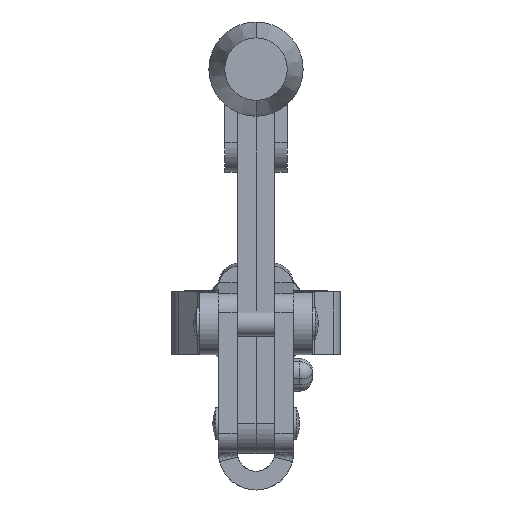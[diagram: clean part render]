
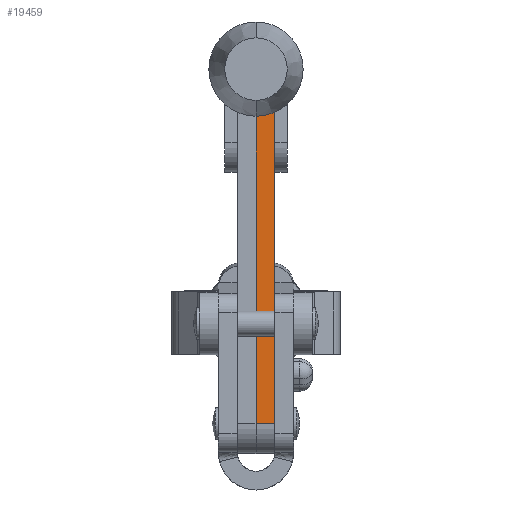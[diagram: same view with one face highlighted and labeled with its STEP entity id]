
A CAD part, front view. The second image highlights one B-rep face of the part: STEP entity #19459.
In plain terms, the highlighted planar face has unit normal (0, -1, 0).
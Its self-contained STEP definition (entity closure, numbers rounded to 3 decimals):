
#3362 = CARTESIAN_POINT ( 'NONE',  ( 53.7, -9.6, 0. ) ) ;
#3363 = CARTESIAN_POINT ( 'NONE',  ( 0., -9.6, 0. ) ) ;
#4134 = LINE ( 'NONE', #6609, #4138 ) ;
#4138 = VECTOR ( 'NONE', #6607, 1000. ) ;
#4244 = LINE ( 'NONE', #7486, #4258 ) ;
#4258 = VECTOR ( 'NONE', #7491, 1000. ) ;
#4303 = LINE ( 'NONE', #8307, #4306 ) ;
#4306 = VECTOR ( 'NONE', #8308, 1000. ) ;
#4307 = LINE ( 'NONE', #8311, #4310 ) ;
#4310 = VECTOR ( 'NONE', #8312, 1000. ) ;
#4673 = FACE_OUTER_BOUND ( 'NONE', #19633, .T. ) ;
#6092 = AXIS2_PLACEMENT_3D ( 'NONE', #10073, #10082, #10083 ) ;
#6607 = DIRECTION ( 'NONE',  ( 1., 0., 0. ) ) ;
#6609 = CARTESIAN_POINT ( 'NONE',  ( 0., -9.6, 0. ) ) ;
#7486 = CARTESIAN_POINT ( 'NONE',  ( 0., -9.6, 3. ) ) ;
#7491 = DIRECTION ( 'NONE',  ( 1., 0., 0. ) ) ;
#8307 = CARTESIAN_POINT ( 'NONE',  ( 0., -9.6, 3. ) ) ;
#8308 = DIRECTION ( 'NONE',  ( 0., 0., -1. ) ) ;
#8311 = CARTESIAN_POINT ( 'NONE',  ( 53.7, -9.6, 3. ) ) ;
#8312 = DIRECTION ( 'NONE',  ( 0., 0., -1. ) ) ;
#10073 = CARTESIAN_POINT ( 'NONE',  ( 0., -9.6, 3. ) ) ;
#10080 = PLANE ( 'NONE',  #6092 ) ;
#10082 = DIRECTION ( 'NONE',  ( 0., 1., 0. ) ) ;
#10083 = DIRECTION ( 'NONE',  ( 0., 0., 1. ) ) ;
#11274 = CARTESIAN_POINT ( 'NONE',  ( 53.7, -9.6, 3. ) ) ;
#11304 = CARTESIAN_POINT ( 'NONE',  ( 0., -9.6, 3. ) ) ;
#15313 = VERTEX_POINT ( 'NONE', #3362 ) ;
#15315 = VERTEX_POINT ( 'NONE', #3363 ) ;
#17264 = EDGE_CURVE ( 'NONE', #15315, #15313, #4134, .T. ) ;
#17378 = EDGE_CURVE ( 'NONE', #19891, #19861, #4244, .T. ) ;
#17436 = EDGE_CURVE ( 'NONE', #19891, #15315, #4303, .T. ) ;
#17438 = EDGE_CURVE ( 'NONE', #19861, #15313, #4307, .T. ) ;
#18031 = ORIENTED_EDGE ( 'NONE', *, *, #17264, .T. ) ;
#18032 = ORIENTED_EDGE ( 'NONE', *, *, #17438, .F. ) ;
#18033 = ORIENTED_EDGE ( 'NONE', *, *, #17378, .F. ) ;
#18034 = ORIENTED_EDGE ( 'NONE', *, *, #17436, .T. ) ;
#19459 = ADVANCED_FACE ( 'NONE', ( #4673 ), #10080, .F. ) ;
#19633 = EDGE_LOOP ( 'NONE', ( #18031, #18032, #18033, #18034 ) ) ;
#19861 = VERTEX_POINT ( 'NONE', #11274 ) ;
#19891 = VERTEX_POINT ( 'NONE', #11304 ) ;
